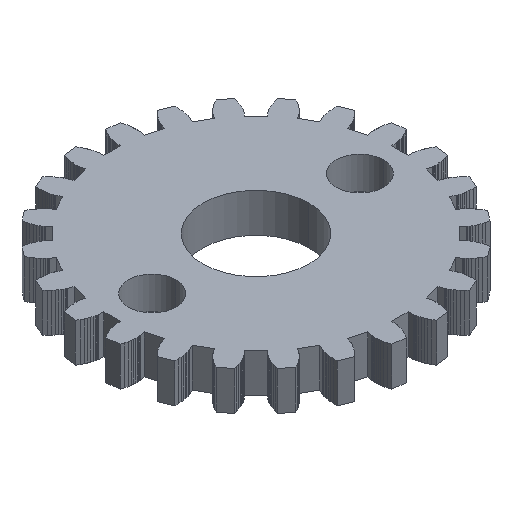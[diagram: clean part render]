
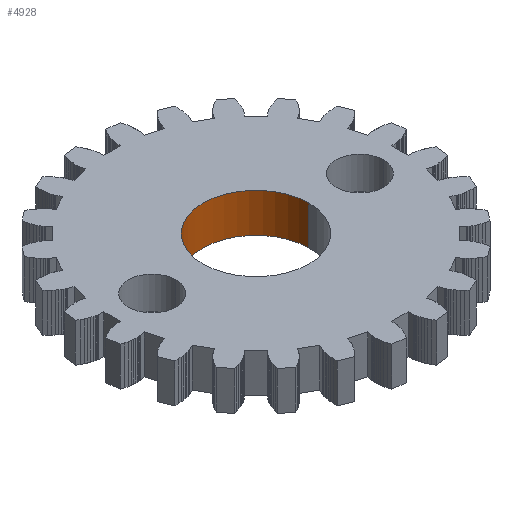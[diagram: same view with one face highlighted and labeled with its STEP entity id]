
A CAD part, isometric view. The second image highlights one B-rep face of the part: STEP entity #4928.
In plain terms, the highlighted cylindrical face has radius 4.075 mm (diameter 8.15 mm), a partial arc.
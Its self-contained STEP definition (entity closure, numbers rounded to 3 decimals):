
#222 = AXIS2_PLACEMENT_3D ( 'NONE', #14435, #13004, #14507 ) ;
#291 = CYLINDRICAL_SURFACE ( 'NONE', #222, 4.075 ) ;
#1554 = EDGE_CURVE ( 'NONE', #9126, #11942, #19249, .T. ) ;
#1616 = DIRECTION ( 'NONE',  ( 0., 0., 1. ) ) ;
#1633 = CARTESIAN_POINT ( 'NONE',  ( 4.075, 0., 0. ) ) ;
#3696 = VERTEX_POINT ( 'NONE', #7227 ) ;
#3783 = DIRECTION ( 'NONE',  ( 0., 0., 1. ) ) ;
#3920 = AXIS2_PLACEMENT_3D ( 'NONE', #12766, #3783, #14266 ) ;
#4928 = ADVANCED_FACE ( 'NONE', ( #8770 ), #291, .F. ) ;
#6176 = DIRECTION ( 'NONE',  ( 0., 0., 1. ) ) ;
#6624 = LINE ( 'NONE', #8706, #18130 ) ;
#6751 = AXIS2_PLACEMENT_3D ( 'NONE', #10608, #1616, #12115 ) ;
#7218 = CARTESIAN_POINT ( 'NONE',  ( -4.075, 0., 3. ) ) ;
#7227 = CARTESIAN_POINT ( 'NONE',  ( -4.075, 0., 0. ) ) ;
#7644 = ORIENTED_EDGE ( 'NONE', *, *, #1554, .T. ) ;
#7752 = EDGE_CURVE ( 'NONE', #18947, #3696, #17897, .T. ) ;
#7947 = EDGE_CURVE ( 'NONE', #3696, #11942, #6624, .T. ) ;
#8466 = ORIENTED_EDGE ( 'NONE', *, *, #7752, .F. ) ;
#8706 = CARTESIAN_POINT ( 'NONE',  ( -4.075, 0., 0. ) ) ;
#8723 = ORIENTED_EDGE ( 'NONE', *, *, #7947, .F. ) ;
#8770 = FACE_OUTER_BOUND ( 'NONE', #14935, .T. ) ;
#9126 = VERTEX_POINT ( 'NONE', #14562 ) ;
#10608 = CARTESIAN_POINT ( 'NONE',  ( 0., 0., 3. ) ) ;
#11603 = EDGE_CURVE ( 'NONE', #18947, #9126, #18453, .T. ) ;
#11942 = VERTEX_POINT ( 'NONE', #7218 ) ;
#12115 = DIRECTION ( 'NONE',  ( 1., 0., 0. ) ) ;
#12766 = CARTESIAN_POINT ( 'NONE',  ( 0., 0., 0. ) ) ;
#13004 = DIRECTION ( 'NONE',  ( 0., 0., 1. ) ) ;
#13974 = VECTOR ( 'NONE', #6176, 1000. ) ;
#14266 = DIRECTION ( 'NONE',  ( 1., 0., 0. ) ) ;
#14435 = CARTESIAN_POINT ( 'NONE',  ( 0., 0., 0. ) ) ;
#14507 = DIRECTION ( 'NONE',  ( 1., 0., 0. ) ) ;
#14562 = CARTESIAN_POINT ( 'NONE',  ( 4.075, 0., 3. ) ) ;
#14935 = EDGE_LOOP ( 'NONE', ( #8723, #8466, #16011, #7644 ) ) ;
#16011 = ORIENTED_EDGE ( 'NONE', *, *, #11603, .T. ) ;
#17145 = CARTESIAN_POINT ( 'NONE',  ( 4.075, 0., 0. ) ) ;
#17897 = CIRCLE ( 'NONE', #3920, 4.075 ) ;
#18130 = VECTOR ( 'NONE', #19134, 1000. ) ;
#18453 = LINE ( 'NONE', #1633, #13974 ) ;
#18947 = VERTEX_POINT ( 'NONE', #17145 ) ;
#19134 = DIRECTION ( 'NONE',  ( 0., 0., 1. ) ) ;
#19249 = CIRCLE ( 'NONE', #6751, 4.075 ) ;
